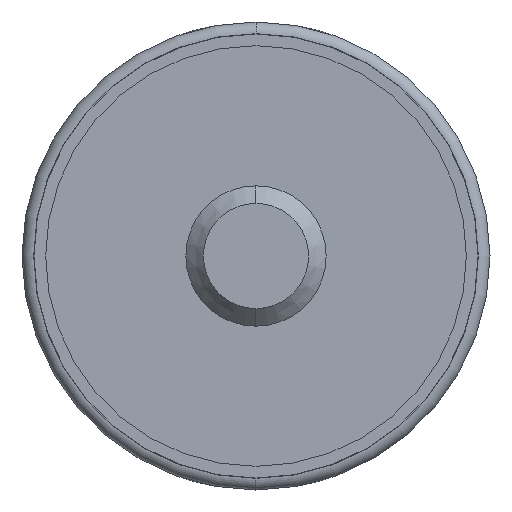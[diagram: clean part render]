
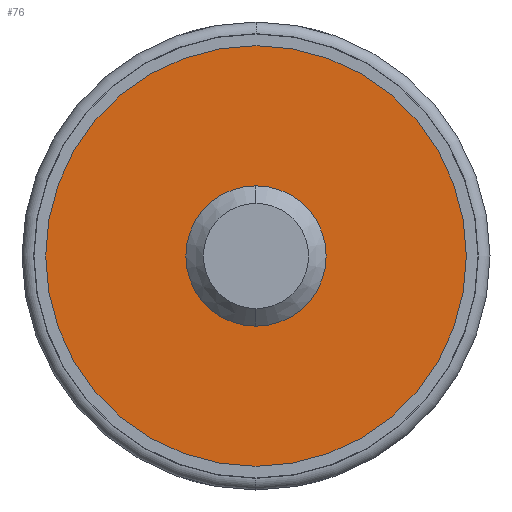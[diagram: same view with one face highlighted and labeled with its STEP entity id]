
A CAD part, left-side view. The second image highlights one B-rep face of the part: STEP entity #76.
In plain terms, the highlighted face is planar.
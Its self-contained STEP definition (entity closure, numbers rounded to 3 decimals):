
#8 = AXIS2_PLACEMENT_3D ( 'NONE', #663, #316, #718 ) ;
#34 = EDGE_LOOP ( 'NONE', ( #703, #755 ) ) ;
#76 = ADVANCED_FACE ( 'NONE', ( #148, #132 ), #319, .T. ) ;
#98 = VERTEX_POINT ( 'NONE', #666 ) ;
#132 = FACE_OUTER_BOUND ( 'NONE', #431, .T. ) ;
#137 = CIRCLE ( 'NONE', #554, 9. ) ;
#148 = FACE_BOUND ( 'NONE', #34, .T. ) ;
#178 = CARTESIAN_POINT ( 'NONE',  ( 0., 2., 0. ) ) ;
#211 = AXIS2_PLACEMENT_3D ( 'NONE', #723, #584, #715 ) ;
#215 = AXIS2_PLACEMENT_3D ( 'NONE', #710, #306, #376 ) ;
#220 = AXIS2_PLACEMENT_3D ( 'NONE', #548, #770, #254 ) ;
#254 = DIRECTION ( 'NONE',  ( 0., 0., 1. ) ) ;
#256 = DIRECTION ( 'NONE',  ( 0., 0., -1. ) ) ;
#293 = EDGE_CURVE ( 'NONE', #493, #350, #404, .T. ) ;
#305 = ORIENTED_EDGE ( 'NONE', *, *, #667, .F. ) ;
#306 = DIRECTION ( 'NONE',  ( 0., -1., 0. ) ) ;
#309 = EDGE_CURVE ( 'NONE', #350, #493, #593, .T. ) ;
#316 = DIRECTION ( 'NONE',  ( 0., -1., 0. ) ) ;
#319 = PLANE ( 'NONE',  #220 ) ;
#350 = VERTEX_POINT ( 'NONE', #721 ) ;
#376 = DIRECTION ( 'NONE',  ( 0., 0., -1. ) ) ;
#404 = CIRCLE ( 'NONE', #215, 3. ) ;
#431 = EDGE_LOOP ( 'NONE', ( #305, #655 ) ) ;
#470 = CARTESIAN_POINT ( 'NONE',  ( 0., 2., -9. ) ) ;
#493 = VERTEX_POINT ( 'NONE', #592 ) ;
#548 = CARTESIAN_POINT ( 'NONE',  ( 3., 2., 0. ) ) ;
#554 = AXIS2_PLACEMENT_3D ( 'NONE', #178, #599, #256 ) ;
#584 = DIRECTION ( 'NONE',  ( 0., -1., 0. ) ) ;
#592 = CARTESIAN_POINT ( 'NONE',  ( 0., 2., -3. ) ) ;
#593 = CIRCLE ( 'NONE', #211, 3. ) ;
#599 = DIRECTION ( 'NONE',  ( 0., -1., 0. ) ) ;
#645 = CIRCLE ( 'NONE', #8, 9. ) ;
#650 = EDGE_CURVE ( 'NONE', #98, #695, #645, .T. ) ;
#655 = ORIENTED_EDGE ( 'NONE', *, *, #650, .F. ) ;
#663 = CARTESIAN_POINT ( 'NONE',  ( 0., 2., 0. ) ) ;
#666 = CARTESIAN_POINT ( 'NONE',  ( 0., 2., 9. ) ) ;
#667 = EDGE_CURVE ( 'NONE', #695, #98, #137, .T. ) ;
#695 = VERTEX_POINT ( 'NONE', #470 ) ;
#703 = ORIENTED_EDGE ( 'NONE', *, *, #293, .T. ) ;
#710 = CARTESIAN_POINT ( 'NONE',  ( 0., 2., 0. ) ) ;
#715 = DIRECTION ( 'NONE',  ( 0., 0., -1. ) ) ;
#718 = DIRECTION ( 'NONE',  ( 0., 0., -1. ) ) ;
#721 = CARTESIAN_POINT ( 'NONE',  ( 0., 2., 3. ) ) ;
#723 = CARTESIAN_POINT ( 'NONE',  ( 0., 2., 0. ) ) ;
#755 = ORIENTED_EDGE ( 'NONE', *, *, #309, .T. ) ;
#770 = DIRECTION ( 'NONE',  ( 0., 1., 0. ) ) ;
